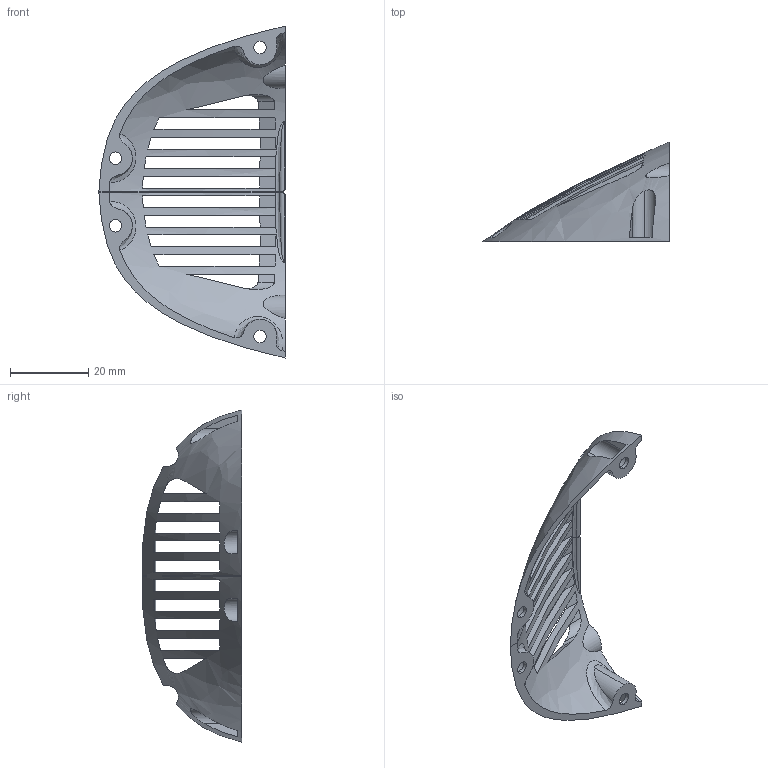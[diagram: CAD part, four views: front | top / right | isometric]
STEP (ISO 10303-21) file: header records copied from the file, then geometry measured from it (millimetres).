
FILE_DESCRIPTION (( 'STEP AP214' ), '1' );
FILE_NAME ('NOSE GIMBAL TOP.STEP', '2024-10-19T16:11:58', ( '' ), ( '' ), 'SwSTEP 2.0', 'SolidWorks 2023', '' );
FILE_SCHEMA (( 'AUTOMOTIVE_DESIGN' ));
Length unit declared in the file: millimetre
Products named in the file (1): NOSE GIMBAL TOP
Bounding box: 47.67 x 25.47 x 84.98 mm (x, y, z)
Volume: 4755.5 mm3; surface area: 8000.4 mm2
Topology: 2 solids, 2 shells, 106 faces, 290 edges, 192 vertices
Faces by surface type: plane 48, cylinder 32, bspline 26
Entity records: 10312 total; most frequent: CARTESIAN_POINT 7907, ORIENTED_EDGE 580, DIRECTION 328, EDGE_CURVE 290, VERTEX_POINT 192, B_SPLINE_CURVE_WITH_KNOTS 164, EDGE_LOOP 138, AXIS2_PLACEMENT_3D 121
